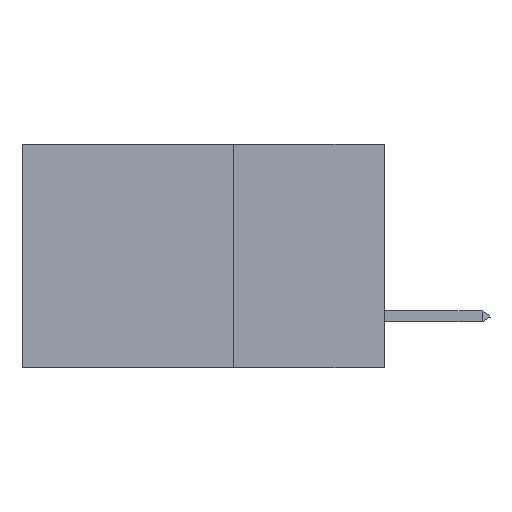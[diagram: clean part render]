
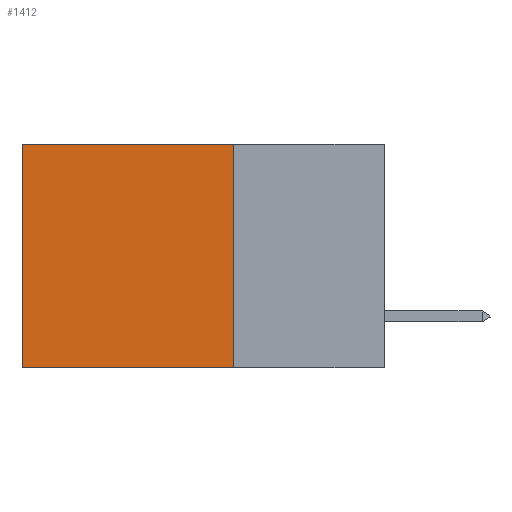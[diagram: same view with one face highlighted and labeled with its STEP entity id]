
A CAD part, left-side view. The second image highlights one B-rep face of the part: STEP entity #1412.
In plain terms, the highlighted planar face has unit normal (-1, 0, 0).
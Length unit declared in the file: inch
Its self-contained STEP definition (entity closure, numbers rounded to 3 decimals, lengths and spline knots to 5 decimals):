
#141 = LINE ( 'NONE', #9805, #2922 ) ;
#238 = CARTESIAN_POINT ( 'NONE',  ( 0.2875, 0.25, -0.37 ) ) ;
#293 = LINE ( 'NONE', #238, #4179 ) ;
#494 = DIRECTION ( 'NONE',  ( 0., 0., -1. ) ) ;
#709 = EDGE_LOOP ( 'NONE', ( #9141, #4831, #882, #8374 ) ) ;
#882 = ORIENTED_EDGE ( 'NONE', *, *, #3037, .F. ) ;
#1019 = CARTESIAN_POINT ( 'NONE',  ( 0.2875, 0.25, 0. ) ) ;
#1233 = CARTESIAN_POINT ( 'NONE',  ( 0.2875, 0.6, 0. ) ) ;
#1412 = ADVANCED_FACE ( 'NONE', ( #5053 ), #1769, .F. ) ;
#1769 = PLANE ( 'NONE',  #2794 ) ;
#2159 = CARTESIAN_POINT ( 'NONE',  ( 0.2875, 0.25, 0. ) ) ;
#2617 = EDGE_CURVE ( 'NONE', #8280, #4577, #9982, .T. ) ;
#2755 = EDGE_CURVE ( 'NONE', #8560, #4577, #293, .T. ) ;
#2794 = AXIS2_PLACEMENT_3D ( 'NONE', #6451, #7283, #3323 ) ;
#2922 = VECTOR ( 'NONE', #7538, 39.37008 ) ;
#3037 = EDGE_CURVE ( 'NONE', #4690, #8560, #6957, .T. ) ;
#3223 = DIRECTION ( 'NONE',  ( 0., 0., -1. ) ) ;
#3323 = DIRECTION ( 'NONE',  ( 0., 0., -1. ) ) ;
#3325 = DIRECTION ( 'NONE',  ( 0., 1., 0. ) ) ;
#3702 = EDGE_CURVE ( 'NONE', #4690, #8280, #141, .T. ) ;
#3786 = VECTOR ( 'NONE', #3223, 39.37008 ) ;
#4179 = VECTOR ( 'NONE', #3325, 39.37008 ) ;
#4577 = VERTEX_POINT ( 'NONE', #6305 ) ;
#4690 = VERTEX_POINT ( 'NONE', #1019 ) ;
#4712 = CARTESIAN_POINT ( 'NONE',  ( 0.2875, 0.6, 0. ) ) ;
#4831 = ORIENTED_EDGE ( 'NONE', *, *, #2755, .F. ) ;
#5053 = FACE_OUTER_BOUND ( 'NONE', #709, .T. ) ;
#6305 = CARTESIAN_POINT ( 'NONE',  ( 0.2875, 0.6, -0.37 ) ) ;
#6451 = CARTESIAN_POINT ( 'NONE',  ( 0.2875, 0.25, 0. ) ) ;
#6852 = CARTESIAN_POINT ( 'NONE',  ( 0.2875, 0.25, -0.37 ) ) ;
#6957 = LINE ( 'NONE', #2159, #7811 ) ;
#7283 = DIRECTION ( 'NONE',  ( 1., 0., 0. ) ) ;
#7538 = DIRECTION ( 'NONE',  ( 0., 1., 0. ) ) ;
#7811 = VECTOR ( 'NONE', #494, 39.37008 ) ;
#8280 = VERTEX_POINT ( 'NONE', #1233 ) ;
#8374 = ORIENTED_EDGE ( 'NONE', *, *, #3702, .T. ) ;
#8560 = VERTEX_POINT ( 'NONE', #6852 ) ;
#9141 = ORIENTED_EDGE ( 'NONE', *, *, #2617, .T. ) ;
#9805 = CARTESIAN_POINT ( 'NONE',  ( 0.2875, 0.25, 0. ) ) ;
#9982 = LINE ( 'NONE', #4712, #3786 ) ;
